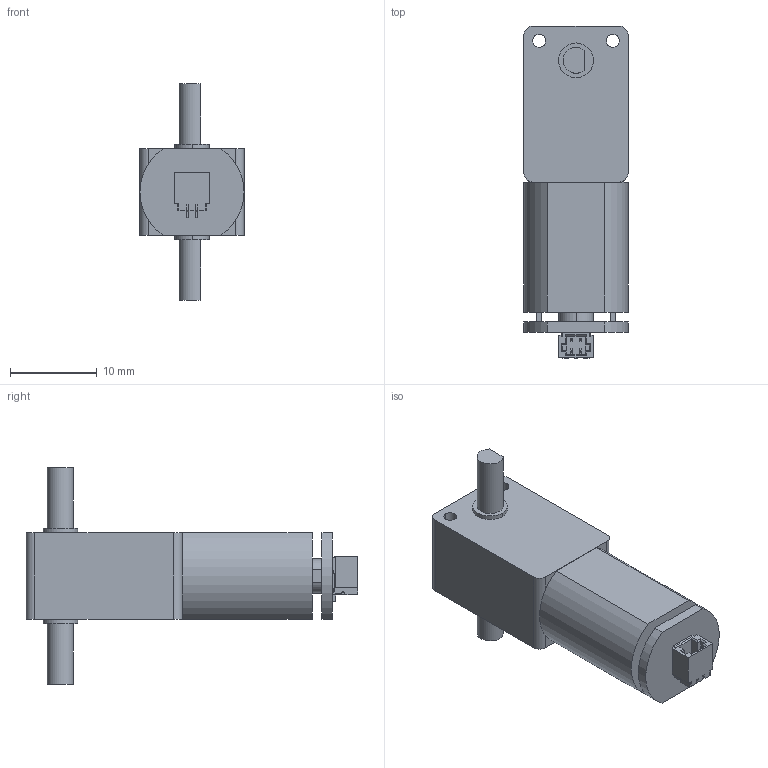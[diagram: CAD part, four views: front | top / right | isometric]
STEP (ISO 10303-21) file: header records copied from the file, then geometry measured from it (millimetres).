
FILE_DESCRIPTION((''),'2;1');
FILE_NAME('_N20-0001','2024-03-08T20:54:48',('qun.dong'),(''),'CREO PARAMETRIC BY PTC INC, 2019164','CREO PARAMETRIC BY PTC INC, 2019164','');
FILE_SCHEMA(('CONFIG_CONTROL_DESIGN','SHAPE_APPEARANCE_LAYERS_GROUPS'));
Length unit declared in the file: millimetre
Products named in the file (1): _N20-0001
Bounding box: 12 x 38.28 x 25 mm (x, y, z)
Volume: 3949.1 mm3; surface area: 2378.1 mm2
Topology: 2 solids, 2 shells, 207 faces, 542 edges, 348 vertices
Faces by surface type: plane 171, cylinder 36
Entity records: 7952 total; most frequent: CARTESIAN_POINT 1097, ORIENTED_EDGE 1084, DIRECTION 1032, EDGE_CURVE 542, VECTOR 466, LINE 466, VERTEX_POINT 348, COLOUR_RGB 317
